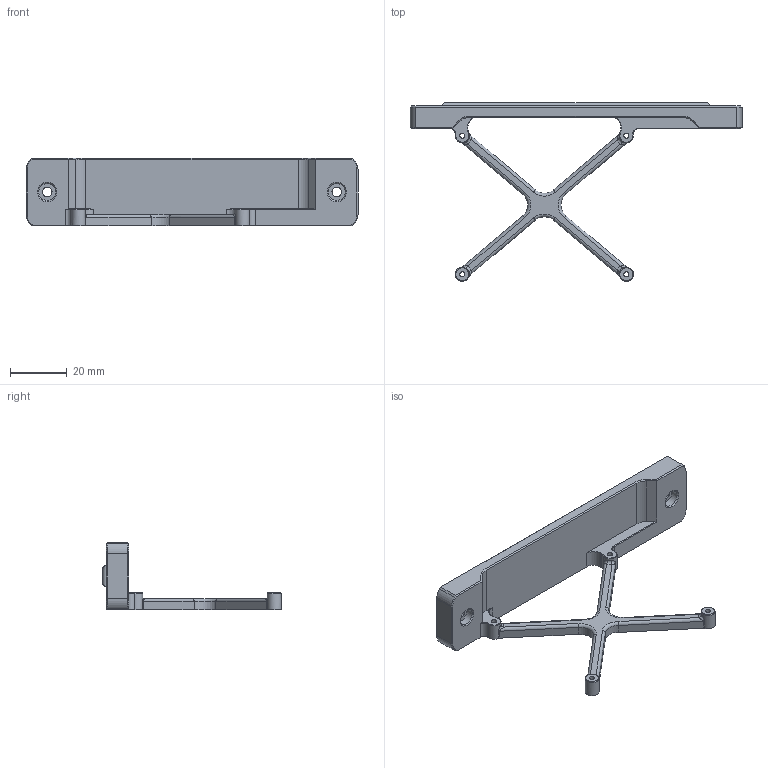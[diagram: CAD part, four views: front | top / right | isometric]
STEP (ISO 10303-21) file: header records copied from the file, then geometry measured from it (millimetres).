
FILE_DESCRIPTION(/* description */ (''),/* implementation_level */ '2;1');
FILE_NAME(/* name */ 'raspberry_pi_bracket.step',/* time_stamp */ '2025-07-28T12:40:02+02:00',/* author */ (''),/* organization */ (''),/* preprocessor_version */ 'ST-DEVELOPER v20.1',/* originating_system */ 'Autodesk Translation Framework v14.10.0.0',/* authorisation */ '');
FILE_SCHEMA (('AUTOMOTIVE_DESIGN { 1 0 10303 214 3 1 1 }'));
Length unit declared in the file: millimetre
Products named in the file (1): raspberry_pi_bracket
Bounding box: 117.37 x 63.2 x 24 mm (x, y, z)
Volume: 18373.8 mm3; surface area: 10271.7 mm2
Topology: 1 solids, 1 shells, 141 faces, 347 edges, 210 vertices
Faces by surface type: plane 55, cylinder 46, cone 24, bspline 8, torus 8
Full cylindrical faces by diameter (mm): 1.8 x4, 3.4 x2, 5 x2, 6 x2
Entity records: 4754 total; most frequent: CARTESIAN_POINT 1337, DIRECTION 723, ORIENTED_EDGE 694, EDGE_CURVE 347, AXIS2_PLACEMENT_3D 264, VERTEX_POINT 210, LINE 195, VECTOR 195
